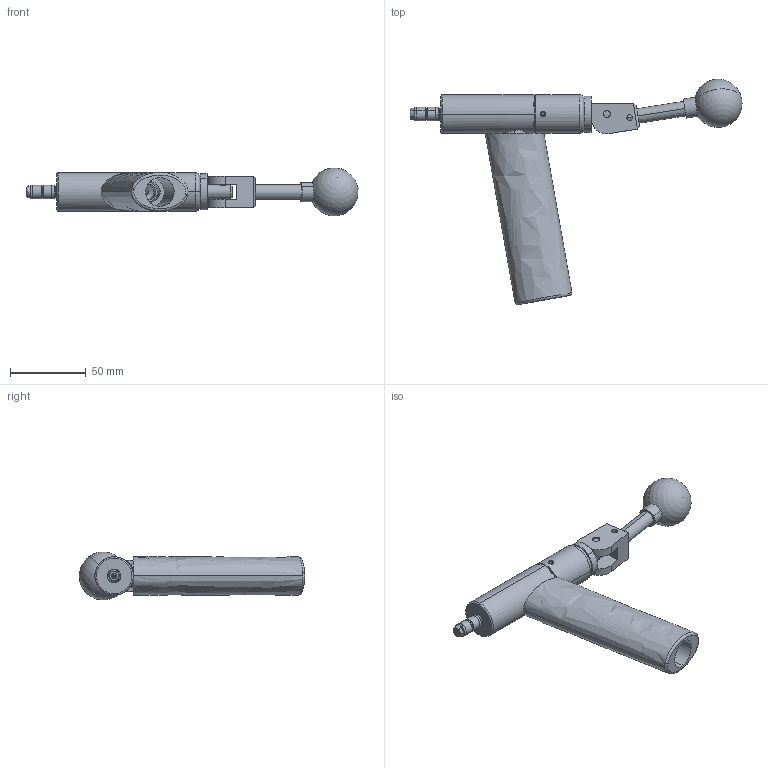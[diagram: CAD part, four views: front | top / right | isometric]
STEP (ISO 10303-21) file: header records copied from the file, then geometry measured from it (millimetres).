
FILE_DESCRIPTION (( 'STEP AP214' ), '1' );
FILE_NAME ('CTSC-003430.STEP', '2025-05-21T12:49:18', ( '' ), ( '' ), 'SwSTEP 2.0', 'SolidWorks 2023', '' );
FILE_SCHEMA (( 'AUTOMOTIVE_DESIGN' ));
Length unit declared in the file: inch
Products named in the file (1): CTSC-003430
Bounding box: 219.06 x 148.69 x 31.61 mm (x, y, z)
Volume: 149632.6 mm3; surface area: 47203.1 mm2
Topology: 11 solids, 11 shells, 290 faces, 676 edges, 424 vertices
Faces by surface type: cylinder 125, plane 100, cone 43, torus 13, bspline 7, sphere 2
Entity records: 13838 total; most frequent: CARTESIAN_POINT 3554, DIRECTION 1405, ORIENTED_EDGE 1338, EDGE_CURVE 669, AXIS2_PLACEMENT_3D 580, VERTEX_POINT 421, EDGE_LOOP 332, CIRCLE 296
